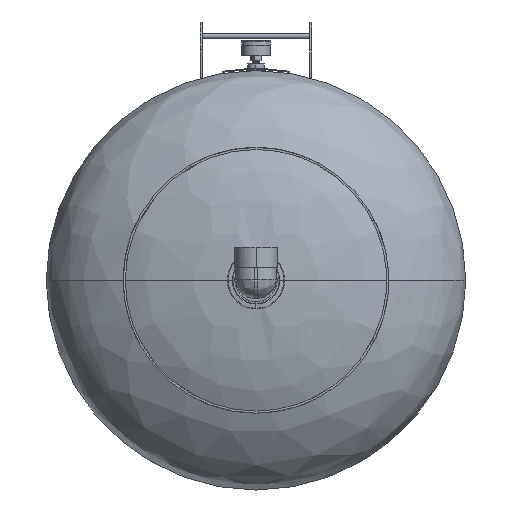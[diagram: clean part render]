
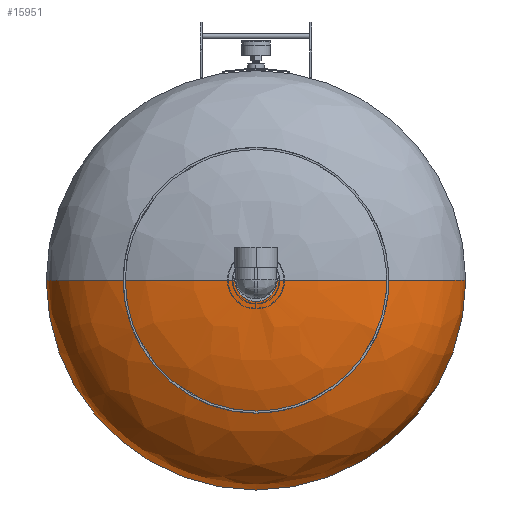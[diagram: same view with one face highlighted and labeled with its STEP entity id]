
A CAD part, front view. The second image highlights one B-rep face of the part: STEP entity #15951.
In plain terms, the highlighted free-form (B-spline) face has degree [3, 3] with [4, 4] control points.
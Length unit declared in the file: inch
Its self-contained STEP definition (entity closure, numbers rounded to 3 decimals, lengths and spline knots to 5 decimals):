
#1142 = EDGE_CURVE ( 'NONE', #19132, #20235, #45840, .T. ) ;
#1485 = DIRECTION ( 'NONE',  ( 1., 0., 0. ) ) ;
#1658 = DIRECTION ( 'NONE',  ( 1., 0., 0. ) ) ;
#3000 =( BOUNDED_CURVE ( )  B_SPLINE_CURVE ( 3, ( #43103, #24641, #8425, #20176 ),
 .UNSPECIFIED., .F., .T. ) 
 B_SPLINE_CURVE_WITH_KNOTS ( ( 4, 4 ),
 ( 4.77702, 6.28319 ),
 .UNSPECIFIED. ) 
 CURVE ( )  GEOMETRIC_REPRESENTATION_ITEM ( )  RATIONAL_B_SPLINE_CURVE ( ( 1., 0.82, 0.82, 1. ) ) 
 REPRESENTATION_ITEM ( '' )  );
#3902 = ORIENTED_EDGE ( 'NONE', *, *, #16841, .T. ) ;
#5255 = CARTESIAN_POINT ( 'NONE',  ( 9.29431, 8.02319, 0. ) ) ;
#7516 = DIRECTION ( 'NONE',  ( 1., 0., 0. ) ) ;
#7560 = AXIS2_PLACEMENT_3D ( 'NONE', #35671, #12507, #1485 ) ;
#7888 = CARTESIAN_POINT ( 'NONE',  ( 15., 0.7135, 0. ) ) ;
#8425 = CARTESIAN_POINT ( 'NONE',  ( -15., 4.93977, 0. ) ) ;
#8509 = CARTESIAN_POINT ( 'NONE',  ( 15., 0.7135, 0. ) ) ;
#8996 =( BOUNDED_CURVE ( )  B_SPLINE_CURVE ( 3, ( #10650, #38327, #37577, #7888 ),
 .UNSPECIFIED., .F., .F. ) 
 B_SPLINE_CURVE_WITH_KNOTS ( ( 4, 4 ),
 ( 4.77702, 6.28319 ),
 .UNSPECIFIED. ) 
 CURVE ( )  GEOMETRIC_REPRESENTATION_ITEM ( )  RATIONAL_B_SPLINE_CURVE ( ( 1., 0.82, 0.82, 1. ) ) 
 REPRESENTATION_ITEM ( '' )  );
#9244 = CARTESIAN_POINT ( 'NONE',  ( 0.96875, 8.29614, -1.9375 ) ) ;
#10341 = VERTEX_POINT ( 'NONE', #21548 ) ;
#10650 = CARTESIAN_POINT ( 'NONE',  ( 0.96875, 8.29614, 0. ) ) ;
#10897 = CIRCLE ( 'NONE', #14075, 0.96875 ) ;
#12507 = DIRECTION ( 'NONE',  ( 0., -1., 0. ) ) ;
#12750 = CARTESIAN_POINT ( 'NONE',  ( 15., 0.7135, 0. ) ) ;
#13394 = DIRECTION ( 'NONE',  ( 0., -1., 0. ) ) ;
#14075 = AXIS2_PLACEMENT_3D ( 'NONE', #14780, #26509, #7516 ) ;
#14780 = CARTESIAN_POINT ( 'NONE',  ( 0., 8.29614, 0. ) ) ;
#15951 = ADVANCED_FACE ( 'NONE', ( #36416 ), #17315, .F. ) ;
#16513 = CARTESIAN_POINT ( 'NONE',  ( -15., 4.93977, -30. ) ) ;
#16747 = CARTESIAN_POINT ( 'NONE',  ( 15., 4.93977, 0. ) ) ;
#16841 = EDGE_CURVE ( 'NONE', #10341, #19132, #10897, .T. ) ;
#17315 =( BOUNDED_SURFACE ( )  B_SPLINE_SURFACE ( 3, 3, ( 
 ( #47681, #42937, #9244, #32682 ),
 ( #35453, #27983, #35685, #5255 ),
 ( #40171, #16513, #43663, #16747 ),
 ( #21000, #32192, #24487, #12750 ) ),
 .UNSPECIFIED., .F., .F., .F. ) 
 B_SPLINE_SURFACE_WITH_KNOTS ( ( 4, 4 ),
 ( 4, 4 ),
 ( 0., 1. ),
 ( 0., 1. ),
 .UNSPECIFIED. ) 
 GEOMETRIC_REPRESENTATION_ITEM ( )  RATIONAL_B_SPLINE_SURFACE ( (
 ( 1., 0.333, 0.333, 1.),
 ( 0.82, 0.273, 0.273, 0.82),
 ( 0.82, 0.273, 0.273, 0.82),
 ( 1., 0.333, 0.333, 1.) ) ) 
 REPRESENTATION_ITEM ( '' )  SURFACE ( )  );
#19132 = VERTEX_POINT ( 'NONE', #26340 ) ;
#20176 = CARTESIAN_POINT ( 'NONE',  ( -15., 0.7135, 0. ) ) ;
#20235 = VERTEX_POINT ( 'NONE', #40913 ) ;
#21000 = CARTESIAN_POINT ( 'NONE',  ( -15., 0.7135, 0. ) ) ;
#21548 = CARTESIAN_POINT ( 'NONE',  ( -0.96875, 8.29614, 0. ) ) ;
#24047 = VERTEX_POINT ( 'NONE', #8509 ) ;
#24456 = EDGE_LOOP ( 'NONE', ( #26924, #3902, #32157, #43015, #36504 ) ) ;
#24487 = CARTESIAN_POINT ( 'NONE',  ( 15., 0.7135, -30. ) ) ;
#24641 = CARTESIAN_POINT ( 'NONE',  ( -9.29431, 8.02319, 0. ) ) ;
#25401 = EDGE_CURVE ( 'NONE', #20235, #24047, #8996, .T. ) ;
#26340 = CARTESIAN_POINT ( 'NONE',  ( 0., 8.29614, -0.96875 ) ) ;
#26509 = DIRECTION ( 'NONE',  ( 0., -1., 0. ) ) ;
#26924 = ORIENTED_EDGE ( 'NONE', *, *, #36794, .F. ) ;
#27983 = CARTESIAN_POINT ( 'NONE',  ( -9.29431, 8.02319, -18.58861 ) ) ;
#28336 = EDGE_CURVE ( 'NONE', #41609, #24047, #28695, .T. ) ;
#28695 = CIRCLE ( 'NONE', #39820, 15. ) ;
#32157 = ORIENTED_EDGE ( 'NONE', *, *, #1142, .T. ) ;
#32192 = CARTESIAN_POINT ( 'NONE',  ( -15., 0.7135, -30. ) ) ;
#32682 = CARTESIAN_POINT ( 'NONE',  ( 0.96875, 8.29614, 0. ) ) ;
#35453 = CARTESIAN_POINT ( 'NONE',  ( -9.29431, 8.02319, 0. ) ) ;
#35606 = CARTESIAN_POINT ( 'NONE',  ( 0., 0.7135, 0. ) ) ;
#35671 = CARTESIAN_POINT ( 'NONE',  ( 0., 8.29614, 0. ) ) ;
#35685 = CARTESIAN_POINT ( 'NONE',  ( 9.29431, 8.02319, -18.58861 ) ) ;
#36416 = FACE_OUTER_BOUND ( 'NONE', #24456, .T. ) ;
#36504 = ORIENTED_EDGE ( 'NONE', *, *, #28336, .F. ) ;
#36530 = CARTESIAN_POINT ( 'NONE',  ( -15., 0.7135, 0. ) ) ;
#36794 = EDGE_CURVE ( 'NONE', #10341, #41609, #3000, .T. ) ;
#37577 = CARTESIAN_POINT ( 'NONE',  ( 15., 4.93977, 0. ) ) ;
#38327 = CARTESIAN_POINT ( 'NONE',  ( 9.29431, 8.02319, 0. ) ) ;
#39820 = AXIS2_PLACEMENT_3D ( 'NONE', #35606, #13394, #1658 ) ;
#40171 = CARTESIAN_POINT ( 'NONE',  ( -15., 4.93977, 0. ) ) ;
#40913 = CARTESIAN_POINT ( 'NONE',  ( 0.96875, 8.29614, 0. ) ) ;
#41609 = VERTEX_POINT ( 'NONE', #36530 ) ;
#42937 = CARTESIAN_POINT ( 'NONE',  ( -0.96875, 8.29614, -1.9375 ) ) ;
#43015 = ORIENTED_EDGE ( 'NONE', *, *, #25401, .T. ) ;
#43103 = CARTESIAN_POINT ( 'NONE',  ( -0.96875, 8.29614, 0. ) ) ;
#43663 = CARTESIAN_POINT ( 'NONE',  ( 15., 4.93977, -30. ) ) ;
#45840 = CIRCLE ( 'NONE', #7560, 0.96875 ) ;
#47681 = CARTESIAN_POINT ( 'NONE',  ( -0.96875, 8.29614, 0. ) ) ;
